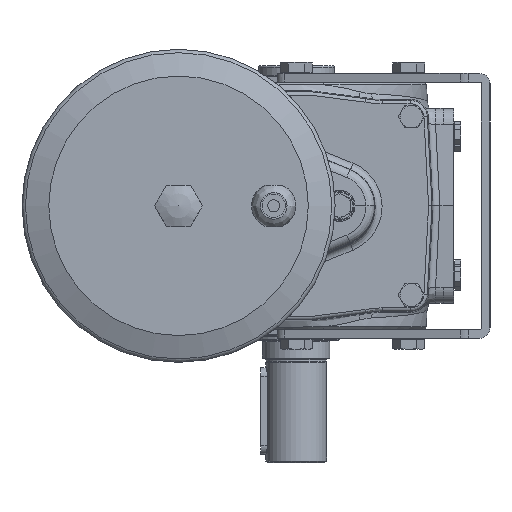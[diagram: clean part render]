
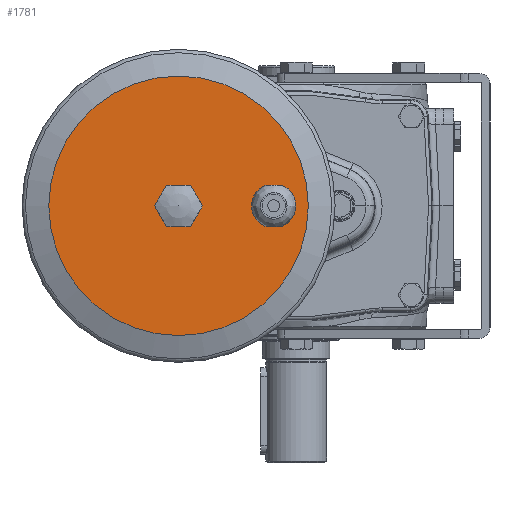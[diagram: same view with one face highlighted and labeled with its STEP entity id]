
A CAD part, left-side view. The second image highlights one B-rep face of the part: STEP entity #1781.
In plain terms, the highlighted planar face has unit normal (-1, 0, 0).
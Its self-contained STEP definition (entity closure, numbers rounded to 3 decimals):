
#1781 = ADVANCED_FACE( '', ( #4394, #4395, #4396 ), #4397, .T. );
#4394 = FACE_BOUND( '', #12238, .T. );
#4395 = FACE_OUTER_BOUND( '', #12239, .T. );
#4396 = FACE_BOUND( '', #12240, .T. );
#4397 = PLANE( '', #12241 );
#12238 = EDGE_LOOP( '', ( #26814, #26815, #26816, #26817 ) );
#12239 = EDGE_LOOP( '', ( #26818 ) );
#12240 = EDGE_LOOP( '', ( #26819, #26820, #26821, #26822, #26823, #26824 ) );
#12241 = AXIS2_PLACEMENT_3D( '', #26825, #26826, #26827 );
#26814 = ORIENTED_EDGE( '', *, *, #32294, .F. );
#26815 = ORIENTED_EDGE( '', *, *, #33634, .F. );
#26816 = ORIENTED_EDGE( '', *, *, #33635, .F. );
#26817 = ORIENTED_EDGE( '', *, *, #33469, .T. );
#26818 = ORIENTED_EDGE( '', *, *, #33636, .T. );
#26819 = ORIENTED_EDGE( '', *, *, #33637, .T. );
#26820 = ORIENTED_EDGE( '', *, *, #33474, .T. );
#26821 = ORIENTED_EDGE( '', *, *, #32805, .T. );
#26822 = ORIENTED_EDGE( '', *, *, #33638, .T. );
#26823 = ORIENTED_EDGE( '', *, *, #33639, .T. );
#26824 = ORIENTED_EDGE( '', *, *, #33640, .T. );
#26825 = CARTESIAN_POINT( '', ( -587., -7., 0. ) );
#26826 = DIRECTION( '', ( -1., 0., 0. ) );
#26827 = DIRECTION( '', ( 0., -1., 0. ) );
#32294 = EDGE_CURVE( '', #35574, #35575, #35576, .T. );
#32805 = EDGE_CURVE( '', #36437, #36441, #36443, .T. );
#33469 = EDGE_CURVE( '', #37489, #35575, #37490, .T. );
#33474 = EDGE_CURVE( '', #37494, #36437, #37497, .T. );
#33634 = EDGE_CURVE( '', #37728, #35574, #37729, .T. );
#33635 = EDGE_CURVE( '', #37489, #37728, #37730, .T. );
#33636 = EDGE_CURVE( '', #37731, #37731, #37732, .T. );
#33637 = EDGE_CURVE( '', #37733, #37494, #37734, .T. );
#33638 = EDGE_CURVE( '', #36441, #37735, #37736, .T. );
#33639 = EDGE_CURVE( '', #37735, #37737, #37738, .T. );
#33640 = EDGE_CURVE( '', #37737, #37733, #37739, .T. );
#35574 = VERTEX_POINT( '', #40508 );
#35575 = VERTEX_POINT( '', #40509 );
#35576 = CIRCLE( '', #40510, 12.8 );
#36437 = VERTEX_POINT( '', #42346 );
#36441 = VERTEX_POINT( '', #42351 );
#36443 = LINE( '', #42354, #42355 );
#37489 = VERTEX_POINT( '', #45357 );
#37490 = LINE( '', #45358, #45359 );
#37494 = VERTEX_POINT( '', #45364 );
#37497 = LINE( '', #45368, #45369 );
#37728 = VERTEX_POINT( '', #46016 );
#37729 = LINE( '', #46017, #46018 );
#37730 = CIRCLE( '', #46019, 12.8 );
#37731 = VERTEX_POINT( '', #46020 );
#37732 = CIRCLE( '', #46021, 75. );
#37733 = VERTEX_POINT( '', #46022 );
#37734 = LINE( '', #46023, #46024 );
#37735 = VERTEX_POINT( '', #46025 );
#37736 = LINE( '', #46026, #46027 );
#37737 = VERTEX_POINT( '', #46028 );
#37738 = LINE( '', #46029, #46030 );
#37739 = LINE( '', #46031, #46032 );
#40508 = CARTESIAN_POINT( '', ( -587., 17.454, 12. ) );
#40509 = CARTESIAN_POINT( '', ( -587., 17.454, -12. ) );
#40510 = AXIS2_PLACEMENT_3D( '', #51870, #51871, #51872 );
#42346 = CARTESIAN_POINT( '', ( -587., 74.928, 12. ) );
#42351 = CARTESIAN_POINT( '', ( -587., 61.072, 12. ) );
#42354 = CARTESIAN_POINT( '', ( -587., 74.928, 12. ) );
#42355 = VECTOR( '', #52492, 1000. );
#45357 = CARTESIAN_POINT( '', ( -587., 8.546, -12. ) );
#45358 = CARTESIAN_POINT( '', ( -587., 8.546, -12. ) );
#45359 = VECTOR( '', #53213, 1000. );
#45364 = CARTESIAN_POINT( '', ( -587., 81.856, 0. ) );
#45368 = CARTESIAN_POINT( '', ( -587., 81.856, 0. ) );
#45369 = VECTOR( '', #53219, 1000. );
#46016 = CARTESIAN_POINT( '', ( -587., 8.546, 12. ) );
#46017 = CARTESIAN_POINT( '', ( -587., 8.546, 12. ) );
#46018 = VECTOR( '', #53384, 1000. );
#46019 = AXIS2_PLACEMENT_3D( '', #53385, #53386, #53387 );
#46020 = CARTESIAN_POINT( '', ( -587., -7., 0. ) );
#46021 = AXIS2_PLACEMENT_3D( '', #53388, #53389, #53390 );
#46022 = CARTESIAN_POINT( '', ( -587., 74.928, -12. ) );
#46023 = CARTESIAN_POINT( '', ( -587., 74.928, -12. ) );
#46024 = VECTOR( '', #53391, 1000. );
#46025 = CARTESIAN_POINT( '', ( -587., 54.144, 0. ) );
#46026 = CARTESIAN_POINT( '', ( -587., 61.072, 12. ) );
#46027 = VECTOR( '', #53392, 1000. );
#46028 = CARTESIAN_POINT( '', ( -587., 61.072, -12. ) );
#46029 = CARTESIAN_POINT( '', ( -587., 54.144, 0. ) );
#46030 = VECTOR( '', #53393, 1000. );
#46031 = CARTESIAN_POINT( '', ( -587., 61.072, -12. ) );
#46032 = VECTOR( '', #53394, 1000. );
#51870 = CARTESIAN_POINT( '', ( -587., 13., 0. ) );
#51871 = DIRECTION( '', ( -1., 0., 0. ) );
#51872 = DIRECTION( '', ( 0., -1., 0. ) );
#52492 = DIRECTION( '', ( 0., -1., 0. ) );
#53213 = DIRECTION( '', ( 0., 1., 0. ) );
#53219 = DIRECTION( '', ( 0., -0.5, 0.866 ) );
#53384 = DIRECTION( '', ( 0., 1., 0. ) );
#53385 = CARTESIAN_POINT( '', ( -587., 13., 0. ) );
#53386 = DIRECTION( '', ( -1., 0., 0. ) );
#53387 = DIRECTION( '', ( 0., -1., 0. ) );
#53388 = CARTESIAN_POINT( '', ( -587., 68., 0. ) );
#53389 = DIRECTION( '', ( -1., 0., 0. ) );
#53390 = DIRECTION( '', ( 0., -1., 0. ) );
#53391 = DIRECTION( '', ( 0., 0.5, 0.866 ) );
#53392 = DIRECTION( '', ( 0., -0.5, -0.866 ) );
#53393 = DIRECTION( '', ( 0., 0.5, -0.866 ) );
#53394 = DIRECTION( '', ( 0., 1., 0. ) );
